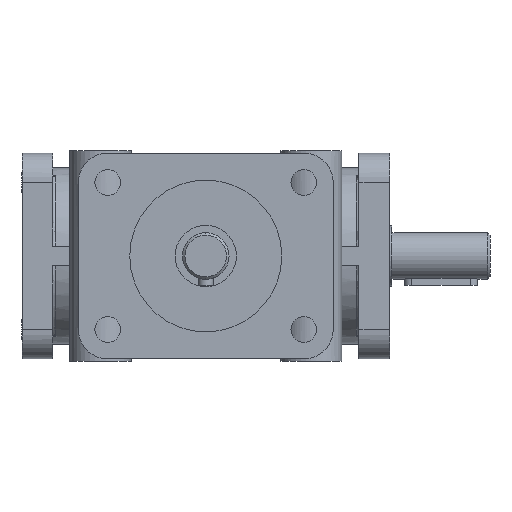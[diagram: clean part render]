
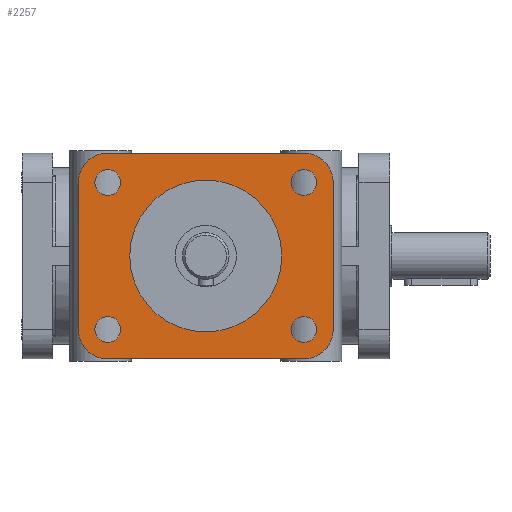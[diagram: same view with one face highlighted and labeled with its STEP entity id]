
A CAD part, front view. The second image highlights one B-rep face of the part: STEP entity #2257.
In plain terms, the highlighted planar face has unit normal (0, -1, 0).
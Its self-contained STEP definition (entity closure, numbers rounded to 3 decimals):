
#2257=ADVANCED_FACE('',(#4919,#4920,#4921,#4922,#4923,#4924),#4925,.T.);
#4919=FACE_OUTER_BOUND('',#8270,.T.);
#4920=FACE_BOUND('',#8271,.T.);
#4921=FACE_BOUND('',#8272,.T.);
#4922=FACE_BOUND('',#8273,.T.);
#4923=FACE_BOUND('',#8274,.T.);
#4924=FACE_BOUND('',#8275,.T.);
#4925=PLANE('',#8276);
#8270=EDGE_LOOP('',(#20637,#20638,#20639,#20640,#20641,#20642,#20643,#20644));
#8271=EDGE_LOOP('',(#20645,#20646));
#8272=EDGE_LOOP('',(#20647,#20648));
#8273=EDGE_LOOP('',(#20649,#20650));
#8274=EDGE_LOOP('',(#20651,#20652));
#8275=EDGE_LOOP('',(#20653,#20654,#20655));
#8276=AXIS2_PLACEMENT_3D('',#20656,#20657,#20658);
#20637=ORIENTED_EDGE('',*,*,#27642,.T.);
#20638=ORIENTED_EDGE('',*,*,#27637,.T.);
#20639=ORIENTED_EDGE('',*,*,#27630,.T.);
#20640=ORIENTED_EDGE('',*,*,#27626,.T.);
#20641=ORIENTED_EDGE('',*,*,#27622,.T.);
#20642=ORIENTED_EDGE('',*,*,#27651,.T.);
#20643=ORIENTED_EDGE('',*,*,#27617,.T.);
#20644=ORIENTED_EDGE('',*,*,#27613,.T.);
#20645=ORIENTED_EDGE('',*,*,#25025,.T.);
#20646=ORIENTED_EDGE('',*,*,#27563,.T.);
#20647=ORIENTED_EDGE('',*,*,#25015,.T.);
#20648=ORIENTED_EDGE('',*,*,#27569,.T.);
#20649=ORIENTED_EDGE('',*,*,#25010,.T.);
#20650=ORIENTED_EDGE('',*,*,#27572,.T.);
#20651=ORIENTED_EDGE('',*,*,#25020,.T.);
#20652=ORIENTED_EDGE('',*,*,#27566,.T.);
#20653=ORIENTED_EDGE('',*,*,#27447,.T.);
#20654=ORIENTED_EDGE('',*,*,#25037,.T.);
#20655=ORIENTED_EDGE('',*,*,#27448,.T.);
#20656=CARTESIAN_POINT('',(-40.0,-140.0,-30.0));
#20657=DIRECTION('',(0.0,-1.0,0.0));
#20658=DIRECTION('',(0.0,0.0,-1.0));
#25010=EDGE_CURVE('',#28924,#28928,#28930,.T.);
#25015=EDGE_CURVE('',#28933,#28937,#28939,.T.);
#25020=EDGE_CURVE('',#28942,#28946,#28948,.T.);
#25025=EDGE_CURVE('',#28951,#28955,#28957,.T.);
#25037=EDGE_CURVE('',#28973,#28977,#28979,.T.);
#27447=EDGE_CURVE('',#32748,#28973,#32749,.T.);
#27448=EDGE_CURVE('',#28977,#32748,#32750,.T.);
#27563=EDGE_CURVE('',#28955,#28951,#32914,.T.);
#27566=EDGE_CURVE('',#28946,#28942,#32917,.T.);
#27569=EDGE_CURVE('',#28937,#28933,#32920,.T.);
#27572=EDGE_CURVE('',#28928,#28924,#32923,.T.);
#27613=EDGE_CURVE('',#32982,#32980,#32983,.T.);
#27617=EDGE_CURVE('',#32988,#32982,#32989,.T.);
#27622=EDGE_CURVE('',#32997,#32995,#32998,.T.);
#27626=EDGE_CURVE('',#33003,#32997,#33004,.T.);
#27630=EDGE_CURVE('',#33009,#33003,#33010,.T.);
#27637=EDGE_CURVE('',#33019,#33009,#33020,.T.);
#27642=EDGE_CURVE('',#32980,#33019,#33026,.T.);
#27651=EDGE_CURVE('',#32995,#32988,#33036,.T.);
#28924=VERTEX_POINT('',#35147);
#28928=VERTEX_POINT('',#35152);
#28930=CIRCLE('',#35155,5.25);
#28933=VERTEX_POINT('',#35158);
#28937=VERTEX_POINT('',#35163);
#28939=CIRCLE('',#35166,5.25);
#28942=VERTEX_POINT('',#35169);
#28946=VERTEX_POINT('',#35174);
#28948=CIRCLE('',#35177,5.25);
#28951=VERTEX_POINT('',#35180);
#28955=VERTEX_POINT('',#35185);
#28957=CIRCLE('',#35188,5.25);
#28973=VERTEX_POINT('',#35206);
#28977=VERTEX_POINT('',#35211);
#28979=CIRCLE('',#35214,31.0);
#32748=VERTEX_POINT('',#52952);
#32749=CIRCLE('',#52953,31.0);
#32750=CIRCLE('',#52954,31.0);
#32914=CIRCLE('',#53207,5.25);
#32917=CIRCLE('',#53210,5.25);
#32920=CIRCLE('',#53213,5.25);
#32923=CIRCLE('',#53216,5.25);
#32980=VERTEX_POINT('',#53314);
#32982=VERTEX_POINT('',#53317);
#32983=LINE('',#53318,#53319);
#32988=VERTEX_POINT('',#53325);
#32989=CIRCLE('',#53326,12.0);
#32995=VERTEX_POINT('',#53333);
#32997=VERTEX_POINT('',#53336);
#32998=CIRCLE('',#53337,12.0);
#33003=VERTEX_POINT('',#53344);
#33004=LINE('',#53345,#53346);
#33009=VERTEX_POINT('',#53352);
#33010=CIRCLE('',#53353,12.0);
#33019=VERTEX_POINT('',#53366);
#33020=LINE('',#53367,#53368);
#33026=CIRCLE('',#53376,12.0);
#33036=LINE('',#53410,#53411);
#35147=CARTESIAN_POINT('',(40.0,-140.0,24.75));
#35152=CARTESIAN_POINT('',(40.0,-140.0,35.25));
#35155=AXIS2_PLACEMENT_3D('',#56486,#56487,#56488);
#35158=CARTESIAN_POINT('',(40.0,-140.0,-35.25));
#35163=CARTESIAN_POINT('',(40.0,-140.0,-24.75));
#35166=AXIS2_PLACEMENT_3D('',#56494,#56495,#56496);
#35169=CARTESIAN_POINT('',(-40.0,-140.0,-35.25));
#35174=CARTESIAN_POINT('',(-40.0,-140.0,-24.75));
#35177=AXIS2_PLACEMENT_3D('',#56502,#56503,#56504);
#35180=CARTESIAN_POINT('',(-40.0,-140.0,24.75));
#35185=CARTESIAN_POINT('',(-40.0,-140.0,35.25));
#35188=AXIS2_PLACEMENT_3D('',#56510,#56511,#56512);
#35206=CARTESIAN_POINT('',(0.,-140.,-31.0));
#35211=CARTESIAN_POINT('',(0.,-140.,31.0));
#35214=AXIS2_PLACEMENT_3D('',#56532,#56533,#56534);
#52952=CARTESIAN_POINT('',(31.0,-140.,0.));
#52953=AXIS2_PLACEMENT_3D('',#57809,#57810,#57811);
#52954=AXIS2_PLACEMENT_3D('',#57812,#57813,#57814);
#53207=AXIS2_PLACEMENT_3D('',#57961,#57962,#57963);
#53210=AXIS2_PLACEMENT_3D('',#57967,#57968,#57969);
#53213=AXIS2_PLACEMENT_3D('',#57973,#57974,#57975);
#53216=AXIS2_PLACEMENT_3D('',#57979,#57980,#57981);
#53314=CARTESIAN_POINT('',(-52.0,-140.0,-30.0));
#53317=CARTESIAN_POINT('',(-52.0,-140.0,30.0));
#53318=CARTESIAN_POINT('',(-52.0,-140.0,30.0));
#53319=VECTOR('',#58038,1000.0);
#53325=CARTESIAN_POINT('',(-40.0,-140.0,42.0));
#53326=AXIS2_PLACEMENT_3D('',#58043,#58044,#58045);
#53333=CARTESIAN_POINT('',(40.0,-140.0,42.0));
#53336=CARTESIAN_POINT('',(52.0,-140.0,30.0));
#53337=AXIS2_PLACEMENT_3D('',#58051,#58052,#58053);
#53344=CARTESIAN_POINT('',(52.0,-140.0,-30.0));
#53345=CARTESIAN_POINT('',(52.0,-140.0,-30.0));
#53346=VECTOR('',#58056,1000.0);
#53352=CARTESIAN_POINT('',(40.0,-140.0,-42.0));
#53353=AXIS2_PLACEMENT_3D('',#58061,#58062,#58063);
#53366=CARTESIAN_POINT('',(-40.0,-140.0,-42.0));
#53367=CARTESIAN_POINT('',(-40.0,-140.0,-42.0));
#53368=VECTOR('',#58071,1000.0);
#53376=AXIS2_PLACEMENT_3D('',#58077,#58078,#58079);
#53410=CARTESIAN_POINT('',(40.0,-140.0,42.0));
#53411=VECTOR('',#58089,1000.0);
#56486=CARTESIAN_POINT('',(40.0,-140.0,30.0));
#56487=DIRECTION('',(0.0,1.0,0.0));
#56488=DIRECTION('',(0.0,0.0,-1.0));
#56494=CARTESIAN_POINT('',(40.0,-140.0,-30.0));
#56495=DIRECTION('',(0.0,1.0,0.0));
#56496=DIRECTION('',(0.0,0.0,-1.0));
#56502=CARTESIAN_POINT('',(-40.0,-140.0,-30.0));
#56503=DIRECTION('',(0.0,1.0,0.0));
#56504=DIRECTION('',(0.0,0.0,-1.0));
#56510=CARTESIAN_POINT('',(-40.0,-140.0,30.0));
#56511=DIRECTION('',(0.0,1.0,0.0));
#56512=DIRECTION('',(0.0,0.0,-1.0));
#56532=CARTESIAN_POINT('',(0.0,-140.,0.));
#56533=DIRECTION('',(-0.0,1.0,0.0));
#56534=DIRECTION('',(1.0,0.0,0.0));
#57809=CARTESIAN_POINT('',(0.0,-140.,0.));
#57810=DIRECTION('',(-0.0,1.0,0.0));
#57811=DIRECTION('',(1.0,0.0,0.0));
#57812=CARTESIAN_POINT('',(0.0,-140.,0.));
#57813=DIRECTION('',(-0.0,1.0,0.0));
#57814=DIRECTION('',(1.0,0.0,0.0));
#57961=CARTESIAN_POINT('',(-40.0,-140.0,30.0));
#57962=DIRECTION('',(0.0,1.0,0.0));
#57963=DIRECTION('',(0.0,0.0,-1.0));
#57967=CARTESIAN_POINT('',(-40.0,-140.0,-30.0));
#57968=DIRECTION('',(0.0,1.0,0.0));
#57969=DIRECTION('',(0.0,0.0,-1.0));
#57973=CARTESIAN_POINT('',(40.0,-140.0,-30.0));
#57974=DIRECTION('',(0.0,1.0,0.0));
#57975=DIRECTION('',(0.0,0.0,-1.0));
#57979=CARTESIAN_POINT('',(40.0,-140.0,30.0));
#57980=DIRECTION('',(0.0,1.0,0.0));
#57981=DIRECTION('',(0.0,0.0,-1.0));
#58038=DIRECTION('',(0.0,0.0,-1.0));
#58043=CARTESIAN_POINT('',(-40.0,-140.0,30.0));
#58044=DIRECTION('',(0.0,-1.0,0.0));
#58045=DIRECTION('',(1.0,0.0,0.0));
#58051=CARTESIAN_POINT('',(40.0,-140.0,30.0));
#58052=DIRECTION('',(0.0,-1.0,0.0));
#58053=DIRECTION('',(1.0,0.0,0.0));
#58056=DIRECTION('',(0.0,0.0,1.0));
#58061=CARTESIAN_POINT('',(40.0,-140.0,-30.0));
#58062=DIRECTION('',(0.0,-1.0,0.0));
#58063=DIRECTION('',(-1.0,0.0,0.0));
#58071=DIRECTION('',(1.0,0.0,0.0));
#58077=CARTESIAN_POINT('',(-40.0,-140.0,-30.0));
#58078=DIRECTION('',(0.0,-1.0,0.0));
#58079=DIRECTION('',(1.0,0.0,0.0));
#58089=DIRECTION('',(-1.0,0.0,0.0));
